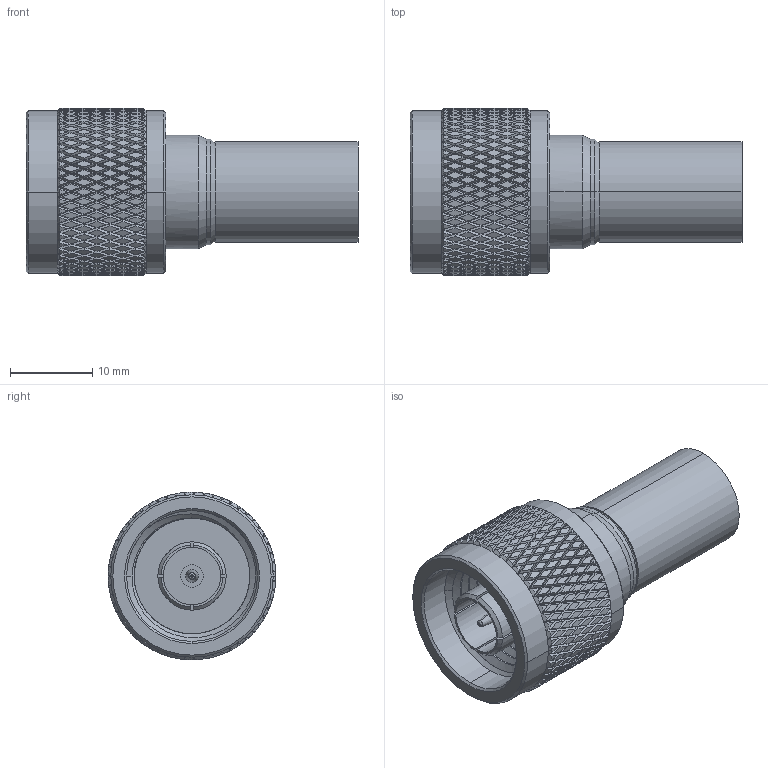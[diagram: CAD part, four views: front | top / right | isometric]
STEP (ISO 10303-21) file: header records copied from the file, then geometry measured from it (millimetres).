
FILE_DESCRIPTION (( 'STEP AP203' ), '1' );
FILE_NAME ('PE4430.step', '2019-08-30T21:22:25', ( '' ), ( '' ), 'SwSTEP 2.0', 'SolidWorks 2018', '' );
FILE_SCHEMA (( 'CONFIG_CONTROL_DESIGN' ));
Products named in the file (1): PE4430
Bounding box: 40.27 x 20.32 x 20.32 mm (x, y, z)
Volume: 5249.9 mm3; surface area: 5058.7 mm2
Topology: 2 solids, 2 shells, 2296 faces, 4899 edges, 2614 vertices
Faces by surface type: bspline 1765, cylinder 479, plane 27, cone 25
Entity records: 83207 total; most frequent: CARTESIAN_POINT 53311, ORIENTED_EDGE 9798, EDGE_CURVE 4899, VERTEX_POINT 2614, EDGE_LOOP 2305, ADVANCED_FACE 2296, FACE_OUTER_BOUND 2296, B_SPLINE_CURVE_WITH_KNOTS 2162
